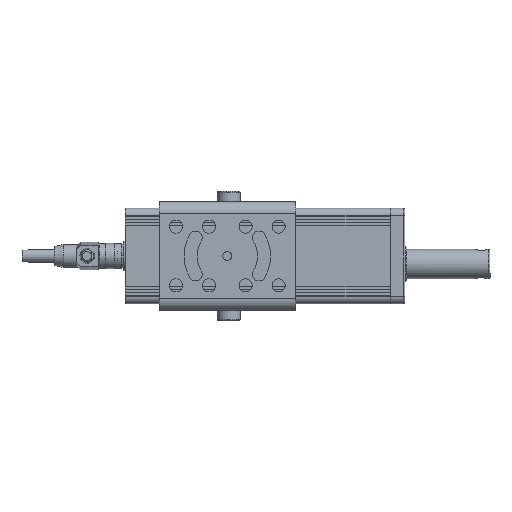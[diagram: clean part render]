
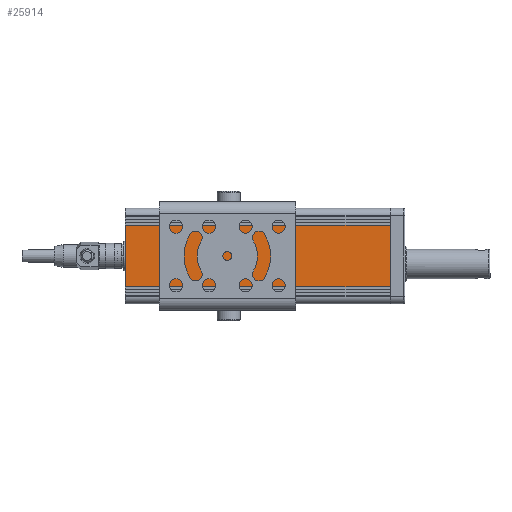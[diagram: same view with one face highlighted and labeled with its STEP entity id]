
A CAD part, front view. The second image highlights one B-rep face of the part: STEP entity #25914.
In plain terms, the highlighted planar face has unit normal (0, -1, 0).
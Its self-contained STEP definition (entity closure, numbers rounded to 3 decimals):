
#884 = ORIENTED_EDGE ( 'NONE', *, *, #8813, .F. ) ;
#2033 = ORIENTED_EDGE ( 'NONE', *, *, #23243, .F. ) ;
#2214 = DIRECTION ( 'NONE',  ( 1., 0., 0. ) ) ;
#5057 = VERTEX_POINT ( 'NONE', #30893 ) ;
#6355 = CARTESIAN_POINT ( 'NONE',  ( -32.5, -44.5, 90.25 ) ) ;
#7083 = LINE ( 'NONE', #17317, #29347 ) ;
#7630 = LINE ( 'NONE', #11180, #10987 ) ;
#8271 = CARTESIAN_POINT ( 'NONE',  ( 21., -44.5, -90.25 ) ) ;
#8349 = AXIS2_PLACEMENT_3D ( 'NONE', #6355, #9908, #23475 ) ;
#8813 = EDGE_CURVE ( 'NONE', #5057, #19164, #7630, .T. ) ;
#9740 = VECTOR ( 'NONE', #2214, 1000. ) ;
#9908 = DIRECTION ( 'NONE',  ( 0., 1., 0. ) ) ;
#9988 = LINE ( 'NONE', #33956, #24550 ) ;
#10987 = VECTOR ( 'NONE', #31378, 1000. ) ;
#11180 = CARTESIAN_POINT ( 'NONE',  ( -21., -44.5, 90.25 ) ) ;
#11396 = CARTESIAN_POINT ( 'NONE',  ( 21., -44.5, 90.25 ) ) ;
#12949 = EDGE_LOOP ( 'NONE', ( #24548, #29578, #2033, #884 ) ) ;
#13093 = DIRECTION ( 'NONE',  ( 0., 0., 1. ) ) ;
#17317 = CARTESIAN_POINT ( 'NONE',  ( 21., -44.5, 90.25 ) ) ;
#19164 = VERTEX_POINT ( 'NONE', #35177 ) ;
#19579 = VERTEX_POINT ( 'NONE', #11396 ) ;
#21539 = VERTEX_POINT ( 'NONE', #8271 ) ;
#23243 = EDGE_CURVE ( 'NONE', #19164, #19579, #9988, .T. ) ;
#23260 = FACE_OUTER_BOUND ( 'NONE', #12949, .T. ) ;
#23475 = DIRECTION ( 'NONE',  ( 0., 0., 1. ) ) ;
#24548 = ORIENTED_EDGE ( 'NONE', *, *, #26999, .T. ) ;
#24550 = VECTOR ( 'NONE', #33080, 1000. ) ;
#25914 = ADVANCED_FACE ( 'NONE', ( #23260 ), #36774, .F. ) ;
#26999 = EDGE_CURVE ( 'NONE', #5057, #21539, #32632, .T. ) ;
#29347 = VECTOR ( 'NONE', #13093, 1000. ) ;
#29578 = ORIENTED_EDGE ( 'NONE', *, *, #42074, .T. ) ;
#30893 = CARTESIAN_POINT ( 'NONE',  ( -21., -44.5, -90.25 ) ) ;
#31378 = DIRECTION ( 'NONE',  ( 0., 0., 1. ) ) ;
#32632 = LINE ( 'NONE', #39299, #9740 ) ;
#33080 = DIRECTION ( 'NONE',  ( 1., 0., 0. ) ) ;
#33956 = CARTESIAN_POINT ( 'NONE',  ( -32.5, -44.5, 90.25 ) ) ;
#35177 = CARTESIAN_POINT ( 'NONE',  ( -21., -44.5, 90.25 ) ) ;
#36774 = PLANE ( 'NONE',  #8349 ) ;
#39299 = CARTESIAN_POINT ( 'NONE',  ( -32.5, -44.5, -90.25 ) ) ;
#42074 = EDGE_CURVE ( 'NONE', #21539, #19579, #7083, .T. ) ;
